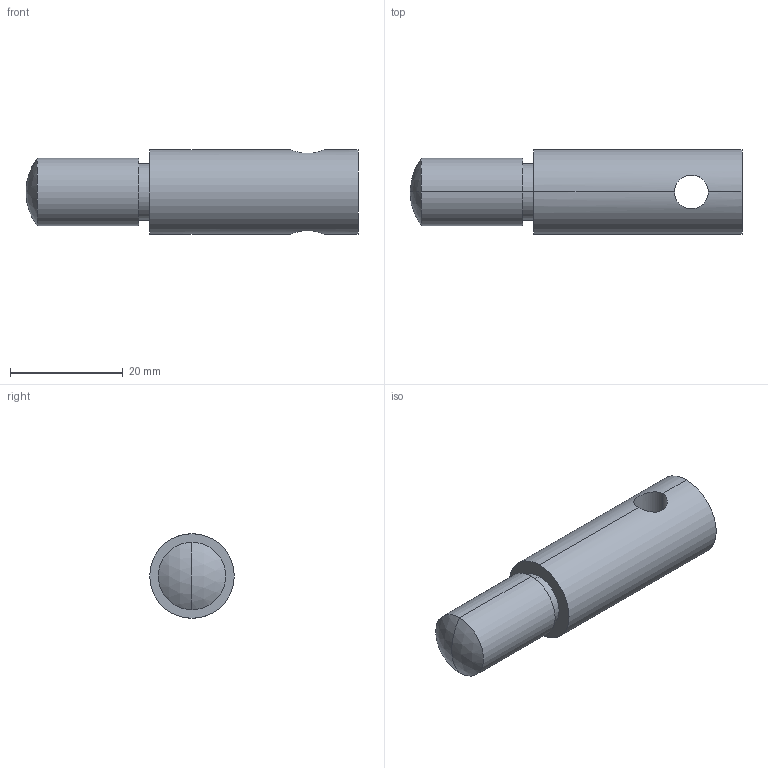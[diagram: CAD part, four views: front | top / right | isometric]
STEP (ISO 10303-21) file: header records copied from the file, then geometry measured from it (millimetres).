
FILE_DESCRIPTION (( 'STEP AP214' ), '1' );
FILE_NAME ('scribber screw.STEP', '2024-01-25T15:24:09', ( '' ), ( '' ), 'SwSTEP 2.0', 'SolidWorks 2023', '' );
FILE_SCHEMA (( 'AUTOMOTIVE_DESIGN' ));
Length unit declared in the file: millimetre
Products named in the file (1): scribber screw
Bounding box: 59 x 15 x 15 mm (x, y, z)
Volume: 8433.1 mm3; surface area: 3133.4 mm2
Topology: 1 solids, 1 shells, 13 faces, 27 edges, 16 vertices
Faces by surface type: cylinder 8, plane 3, sphere 2
Entity records: 493 total; most frequent: CARTESIAN_POINT 185, DIRECTION 64, ORIENTED_EDGE 54, EDGE_CURVE 27, AXIS2_PLACEMENT_3D 27, VERTEX_POINT 16, EDGE_LOOP 15, FACE_OUTER_BOUND 13
